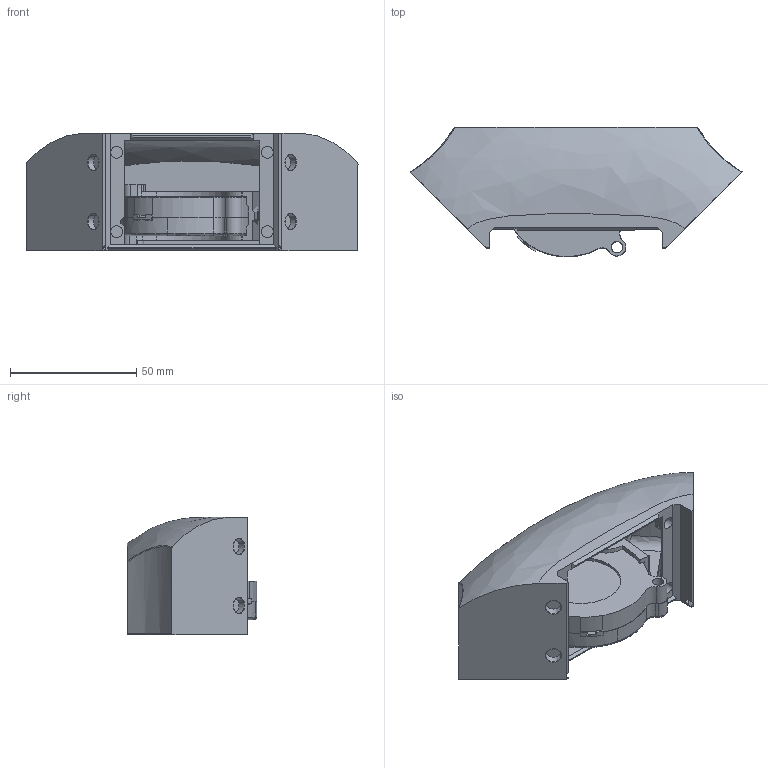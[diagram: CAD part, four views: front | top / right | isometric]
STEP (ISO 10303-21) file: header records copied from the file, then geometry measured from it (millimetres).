
FILE_DESCRIPTION(/* description */ (''),/* implementation_level */ '2;1');
FILE_NAME(/* name */ '5015_Exhaust.step',/* time_stamp */ '2024-06-19T21:02:23+02:00',/* author */ (''),/* organization */ (''),/* preprocessor_version */ 'ST-DEVELOPER v20',/* originating_system */ 'Autodesk Translation Framework v13.14.0.145',/* authorisation */ '');
FILE_SCHEMA (('AUTOMOTIVE_DESIGN { 1 0 10303 214 3 1 1 }'));
Length unit declared in the file: millimetre
Products named in the file (4): (Unsaved); 5015_Exhaust; PRT0001; PRT0003
Assembly tree (3 placements, depth 3):
  (Unsaved)
    5015_Exhaust
    PRT0001
      PRT0003
Bounding box: 131.26 x 51.28 x 46.6 mm (x, y, z)
Volume: 89212.6 mm3; surface area: 54579.3 mm2
Topology: 3 solids, 5 shells, 627 faces, 1719 edges, 1113 vertices
Faces by surface type: plane 333, cylinder 202, bspline 52, torus 18, sphere 15, cone 7
Full cylindrical faces by diameter (mm): 1.507 x4, 3 x1, 3.4 x1, 3.8 x1, 4.5 x2, 4.52 x2, 4.7 x4, 5.475 x2, 5.55 x2, 6 x1, 6.15 x4, 8.136 x1, 31.3 x1
Entity records: 23827 total; most frequent: CARTESIAN_POINT 7884, ORIENTED_EDGE 3440, DIRECTION 3182, EDGE_CURVE 1720, VERTEX_POINT 1113, AXIS2_PLACEMENT_3D 1081, LINE 1020, VECTOR 1020
